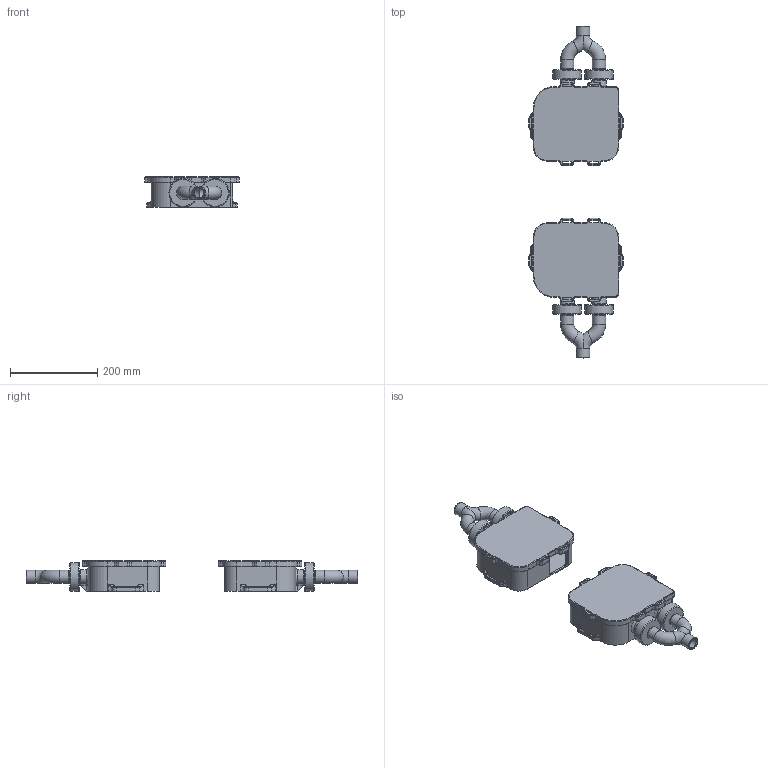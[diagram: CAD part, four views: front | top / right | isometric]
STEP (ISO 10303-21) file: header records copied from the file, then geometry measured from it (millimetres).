
FILE_DESCRIPTION(/* description */ (''),/* implementation_level */ '2;1');
FILE_NAME(/* name */ 'Escafandra medica v4.step',/* time_stamp */ '2020-04-14T22:01:22+02:00',/* author */ (''),/* organization */ (''),/* preprocessor_version */ 'ST-DEVELOPER v18',/* originating_system */ 'Autodesk Translation Framework v8.12.0.6',/* authorisation */ '');
FILE_SCHEMA (('AUTOMOTIVE_DESIGN { 1 0 10303 214 3 1 1 }'));
Length unit declared in the file: millimetre
Products named in the file (9): Escafandra medica; caja (1); filtro; tapa; Y tube; tapa(Mirror); filtro(Mirror); caja (1)(Mirror); Y tube(Mirror)
Assembly tree (8 placements, depth 2):
  Escafandra medica
    caja (1)
    filtro
    tapa
    Y tube
    tapa(Mirror)
    filtro(Mirror)
    caja (1)(Mirror)
    Y tube(Mirror)
Bounding box: 216.4 x 762.64 x 70 mm (x, y, z)
Volume: 1614826.7 mm3; surface area: 717758.2 mm2
Topology: 10 solids, 10 shells, 890 faces, 2322 edges, 1452 vertices
Faces by surface type: cylinder 350, plane 276, torus 210, bspline 46, sphere 8
Full cylindrical faces by diameter (mm): 19 x4, 22 x4, 22.2 x6, 24.9 x4, 25 x4, 30.2 x6, 65.5 x4
Entity records: 30393 total; most frequent: CARTESIAN_POINT 7666, DIRECTION 4992, ORIENTED_EDGE 4628, EDGE_CURVE 2314, AXIS2_PLACEMENT_3D 1964, VERTEX_POINT 1452, CIRCLE 1098, LINE 1064
